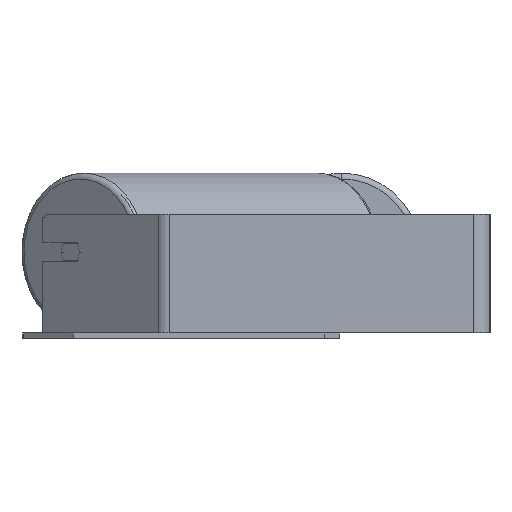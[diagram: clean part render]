
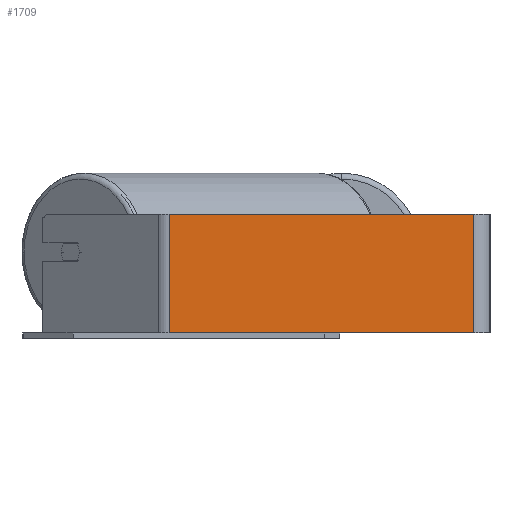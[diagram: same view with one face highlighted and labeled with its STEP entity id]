
A CAD part, left-side view. The second image highlights one B-rep face of the part: STEP entity #1709.
In plain terms, the highlighted planar face has unit normal (-1, 0, 0).
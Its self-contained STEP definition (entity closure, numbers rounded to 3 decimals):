
#1079 = CARTESIAN_POINT ( 'NONE',  ( -525., 269.92, -50. ) ) ;
#1086 = VERTEX_POINT ( 'NONE', #1079 ) ;
#1283 = EDGE_CURVE ( 'NONE', #6485, #5162, #3556, .T. ) ;
#1432 = CARTESIAN_POINT ( 'NONE',  ( -525., 269.92, 50. ) ) ;
#1663 = EDGE_LOOP ( 'NONE', ( #3115, #5034, #4684, #4573 ) ) ;
#1709 = ADVANCED_FACE ( 'NONE', ( #5007 ), #2259, .F. ) ;
#2156 = LINE ( 'NONE', #8564, #2236 ) ;
#2236 = VECTOR ( 'NONE', #6512, 1000. ) ;
#2259 = PLANE ( 'NONE',  #2297 ) ;
#2297 = AXIS2_PLACEMENT_3D ( 'NONE', #3545, #8573, #7854 ) ;
#2619 = LINE ( 'NONE', #5545, #6570 ) ;
#3115 = ORIENTED_EDGE ( 'NONE', *, *, #3192, .T. ) ;
#3192 = EDGE_CURVE ( 'NONE', #1086, #5162, #2619, .T. ) ;
#3412 = VECTOR ( 'NONE', #6321, 1000. ) ;
#3527 = CARTESIAN_POINT ( 'NONE',  ( -525., 269.92, 50. ) ) ;
#3545 = CARTESIAN_POINT ( 'NONE',  ( -525., 275.015, 50. ) ) ;
#3556 = LINE ( 'NONE', #8235, #5796 ) ;
#4094 = CARTESIAN_POINT ( 'NONE',  ( -525., 14., 50. ) ) ;
#4573 = ORIENTED_EDGE ( 'NONE', *, *, #8771, .T. ) ;
#4684 = ORIENTED_EDGE ( 'NONE', *, *, #8373, .F. ) ;
#5007 = FACE_OUTER_BOUND ( 'NONE', #1663, .T. ) ;
#5034 = ORIENTED_EDGE ( 'NONE', *, *, #1283, .F. ) ;
#5162 = VERTEX_POINT ( 'NONE', #8034 ) ;
#5545 = CARTESIAN_POINT ( 'NONE',  ( -525., 275.015, -50. ) ) ;
#5796 = VECTOR ( 'NONE', #7546, 1000. ) ;
#6241 = DIRECTION ( 'NONE',  ( 0., -1., 0. ) ) ;
#6321 = DIRECTION ( 'NONE',  ( 0., 0., -1. ) ) ;
#6485 = VERTEX_POINT ( 'NONE', #4094 ) ;
#6512 = DIRECTION ( 'NONE',  ( 0., -1., 0. ) ) ;
#6570 = VECTOR ( 'NONE', #6241, 1000. ) ;
#7096 = LINE ( 'NONE', #3527, #3412 ) ;
#7546 = DIRECTION ( 'NONE',  ( 0., 0., -1. ) ) ;
#7667 = VERTEX_POINT ( 'NONE', #1432 ) ;
#7854 = DIRECTION ( 'NONE',  ( 0., 0., -1. ) ) ;
#8034 = CARTESIAN_POINT ( 'NONE',  ( -525., 14., -50. ) ) ;
#8235 = CARTESIAN_POINT ( 'NONE',  ( -525., 14., 50. ) ) ;
#8373 = EDGE_CURVE ( 'NONE', #7667, #6485, #2156, .T. ) ;
#8564 = CARTESIAN_POINT ( 'NONE',  ( -525., 275.015, 50. ) ) ;
#8573 = DIRECTION ( 'NONE',  ( 1., 0., 0. ) ) ;
#8771 = EDGE_CURVE ( 'NONE', #7667, #1086, #7096, .T. ) ;
